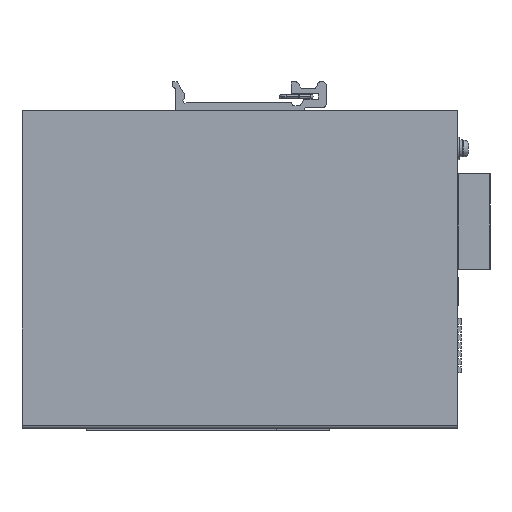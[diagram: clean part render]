
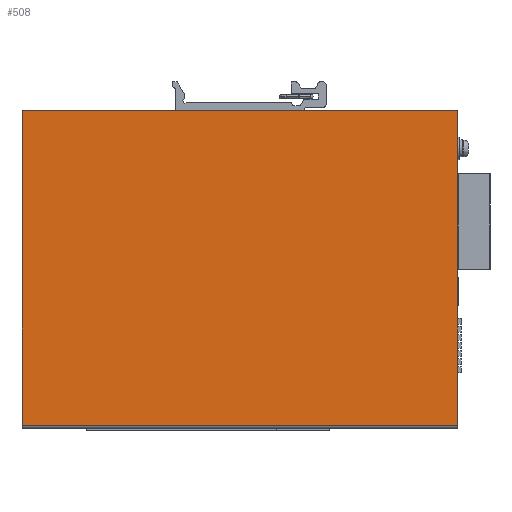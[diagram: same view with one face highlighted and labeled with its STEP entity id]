
A CAD part, top view. The second image highlights one B-rep face of the part: STEP entity #508.
In plain terms, the highlighted planar face has unit normal (0, 0, 1).
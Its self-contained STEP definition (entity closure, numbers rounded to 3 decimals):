
#34=DIRECTION('',(-1.,0.,0.));
#35=VECTOR('',#34,137.);
#36=CARTESIAN_POINT('',(68.5,0.,1.));
#37=LINE('',#36,#35);
#46=DIRECTION('',(0.,-1.,0.));
#47=VECTOR('',#46,99.);
#48=CARTESIAN_POINT('',(68.5,0.,1.));
#49=LINE('',#48,#47);
#54=DIRECTION('',(1.,0.,0.));
#55=VECTOR('',#54,137.);
#56=CARTESIAN_POINT('',(-68.5,-99.,1.));
#57=LINE('',#56,#55);
#102=DIRECTION('',(0.,-1.,0.));
#103=VECTOR('',#102,99.);
#104=CARTESIAN_POINT('',(-68.5,0.,1.));
#105=LINE('',#104,#103);
#356=CARTESIAN_POINT('',(-68.5,-99.,1.));
#357=CARTESIAN_POINT('',(68.5,-99.,1.));
#358=VERTEX_POINT('',#356);
#359=VERTEX_POINT('',#357);
#428=CARTESIAN_POINT('',(-68.5,0.,1.));
#429=VERTEX_POINT('',#428);
#432=CARTESIAN_POINT('',(68.5,0.,1.));
#433=VERTEX_POINT('',#432);
#495=CARTESIAN_POINT('',(0.,0.,1.));
#496=DIRECTION('',(0.,0.,1.));
#497=DIRECTION('',(1.,0.,0.));
#498=AXIS2_PLACEMENT_3D('',#495,#496,#497);
#499=PLANE('',#498);
#500=ORIENTED_EDGE('',*,*,#486,.F.);
#501=ORIENTED_EDGE('',*,*,#475,.T.);
#503=ORIENTED_EDGE('',*,*,#502,.F.);
#505=ORIENTED_EDGE('',*,*,#504,.F.);
#506=EDGE_LOOP('',(#500,#501,#503,#505));
#507=FACE_OUTER_BOUND('',#506,.F.);
#475=EDGE_CURVE('',#433,#359,#49,.T.);
#486=EDGE_CURVE('',#433,#429,#37,.T.);
#502=EDGE_CURVE('',#358,#359,#57,.T.);
#504=EDGE_CURVE('',#429,#358,#105,.T.);
#508=ADVANCED_FACE('',(#507),#499,.T.);
